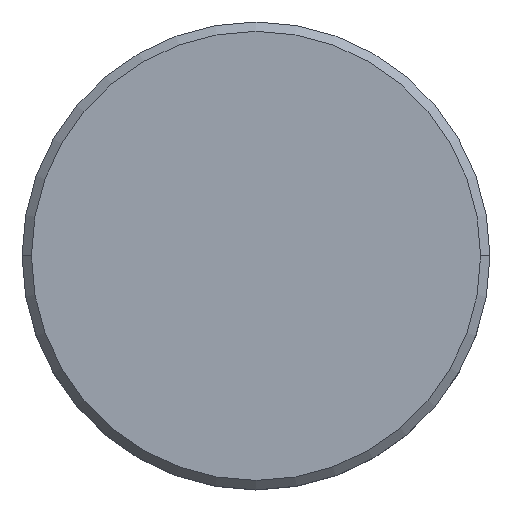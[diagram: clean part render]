
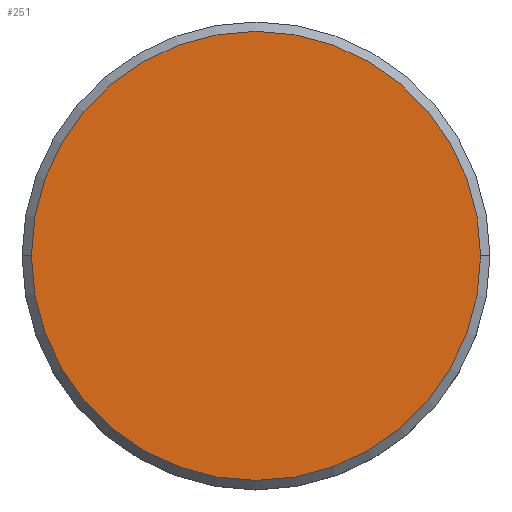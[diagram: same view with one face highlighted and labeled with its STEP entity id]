
A CAD part, top view. The second image highlights one B-rep face of the part: STEP entity #251.
In plain terms, the highlighted planar face has unit normal (0, 0, 1).
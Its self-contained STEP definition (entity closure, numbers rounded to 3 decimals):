
#28 = AXIS2_PLACEMENT_3D ( 'NONE', #160, #1079, #879 ) ;
#29 = DIRECTION ( 'NONE',  ( 0., 0., 1. ) ) ;
#38 = EDGE_CURVE ( 'NONE', #517, #323, #231, .T. ) ;
#100 = AXIS2_PLACEMENT_3D ( 'NONE', #283, #631, #453 ) ;
#135 = CARTESIAN_POINT ( 'NONE',  ( -12., 0., 0. ) ) ;
#160 = CARTESIAN_POINT ( 'NONE',  ( 0., 0., 0. ) ) ;
#203 = CARTESIAN_POINT ( 'NONE',  ( 0., 0., 0. ) ) ;
#211 = ORIENTED_EDGE ( 'NONE', *, *, #38, .T. ) ;
#231 = CIRCLE ( 'NONE', #994, 12. ) ;
#251 = ADVANCED_FACE ( 'NONE', ( #557 ), #744, .T. ) ;
#283 = CARTESIAN_POINT ( 'NONE',  ( 0., 0., 0. ) ) ;
#323 = VERTEX_POINT ( 'NONE', #720 ) ;
#355 = EDGE_LOOP ( 'NONE', ( #211, #826 ) ) ;
#453 = DIRECTION ( 'NONE',  ( 1., 0., 0. ) ) ;
#517 = VERTEX_POINT ( 'NONE', #135 ) ;
#557 = FACE_OUTER_BOUND ( 'NONE', #355, .T. ) ;
#631 = DIRECTION ( 'NONE',  ( 0., 0., 1. ) ) ;
#718 = CIRCLE ( 'NONE', #28, 12. ) ;
#720 = CARTESIAN_POINT ( 'NONE',  ( 12., 0., 0. ) ) ;
#744 = PLANE ( 'NONE',  #100 ) ;
#826 = ORIENTED_EDGE ( 'NONE', *, *, #1013, .T. ) ;
#857 = DIRECTION ( 'NONE',  ( 1., 0., 0. ) ) ;
#879 = DIRECTION ( 'NONE',  ( 1., 0., 0. ) ) ;
#994 = AXIS2_PLACEMENT_3D ( 'NONE', #203, #29, #857 ) ;
#1013 = EDGE_CURVE ( 'NONE', #323, #517, #718, .T. ) ;
#1079 = DIRECTION ( 'NONE',  ( 0., 0., 1. ) ) ;
